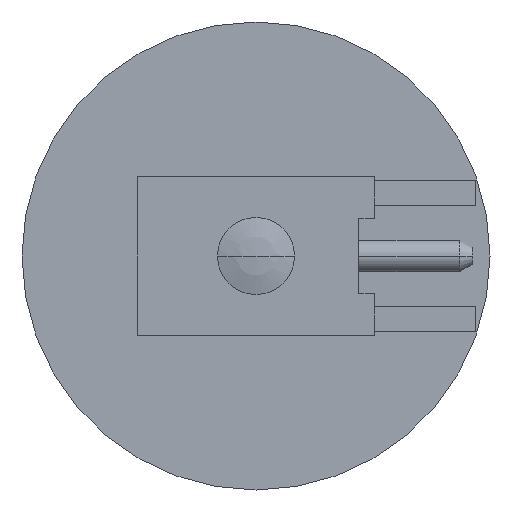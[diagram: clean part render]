
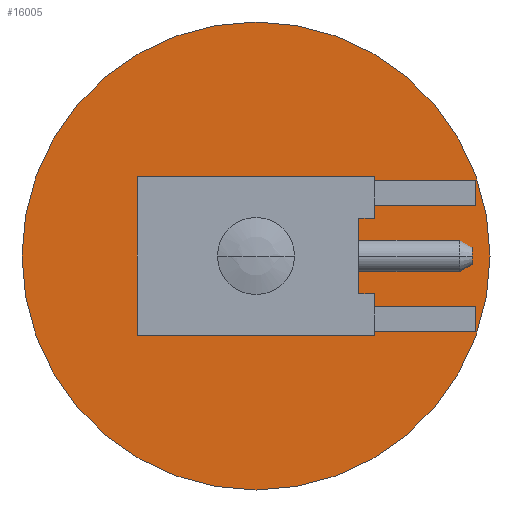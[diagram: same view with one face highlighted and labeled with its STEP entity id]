
A CAD part, left-side view. The second image highlights one B-rep face of the part: STEP entity #16005.
In plain terms, the highlighted planar face has unit normal (-1, 0, 0).
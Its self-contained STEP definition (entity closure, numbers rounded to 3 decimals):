
#1=DIRECTION('',(0.,-1.,0.));
#2=VECTOR('',#1,8.89);
#3=CARTESIAN_POINT('',(12.01,4.765,-3.175));
#4=LINE('',#3,#2);
#5=DIRECTION('',(0.,0.,1.));
#6=VECTOR('',#5,6.35);
#7=CARTESIAN_POINT('',(12.01,-4.125,-3.175));
#8=LINE('',#7,#6);
#9=DIRECTION('',(0.,1.,0.));
#10=VECTOR('',#9,8.89);
#11=CARTESIAN_POINT('',(12.01,-4.125,3.175));
#12=LINE('',#11,#10);
#13=DIRECTION('',(0.,0.,-1.));
#14=VECTOR('',#13,6.35);
#15=CARTESIAN_POINT('',(12.01,4.765,3.175));
#16=LINE('',#15,#14);
#17=CARTESIAN_POINT('',(12.01,0.,0.));
#18=DIRECTION('',(-1.,0.,0.));
#19=DIRECTION('',(0.,-1.,0.));
#20=AXIS2_PLACEMENT_3D('',#17,#18,#19);
#30=CARTESIAN_POINT('',(12.01,0.,0.));
#31=DIRECTION('',(1.,0.,0.));
#32=DIRECTION('',(0.,-1.,0.));
#33=AXIS2_PLACEMENT_3D('',#30,#31,#32);
#14119=CARTESIAN_POINT('',(12.01,-9.4,0.));
#14121=VERTEX_POINT('',#14119);
#14123=CARTESIAN_POINT('',(12.01,9.4,0.));
#14125=VERTEX_POINT('',#14123);
#14159=CARTESIAN_POINT('',(12.01,4.765,3.175));
#14160=CARTESIAN_POINT('',(12.01,4.765,-3.175));
#14161=VERTEX_POINT('',#14159);
#14162=VERTEX_POINT('',#14160);
#14395=CARTESIAN_POINT('',(12.01,-4.125,-3.175));
#14396=VERTEX_POINT('',#14395);
#14403=CARTESIAN_POINT('',(12.01,-4.125,3.175));
#14404=VERTEX_POINT('',#14403);
#15984=CARTESIAN_POINT('',(12.01,0.,0.));
#15985=DIRECTION('',(-1.,0.,0.));
#15986=DIRECTION('',(0.,1.,0.));
#15987=AXIS2_PLACEMENT_3D('',#15984,#15985,#15986);
#15988=PLANE('',#15987);
#15990=ORIENTED_EDGE('',*,*,#15989,.F.);
#15992=ORIENTED_EDGE('',*,*,#15991,.T.);
#15993=EDGE_LOOP('',(#15990,#15992));
#15994=FACE_OUTER_BOUND('',#15993,.F.);
#15996=ORIENTED_EDGE('',*,*,#15995,.T.);
#15998=ORIENTED_EDGE('',*,*,#15997,.T.);
#16000=ORIENTED_EDGE('',*,*,#15999,.T.);
#16002=ORIENTED_EDGE('',*,*,#16001,.T.);
#16003=EDGE_LOOP('',(#15996,#15998,#16000,#16002));
#16004=FACE_BOUND('',#16003,.F.);
#16005=ADVANCED_FACE('',(#15994,#16004),#15988,.T.);
#21=CIRCLE('',#20,9.4);
#34=CIRCLE('',#33,9.4);
#15989=EDGE_CURVE('',#14121,#14125,#21,.T.);
#15991=EDGE_CURVE('',#14121,#14125,#34,.T.);
#15995=EDGE_CURVE('',#14162,#14396,#4,.T.);
#15997=EDGE_CURVE('',#14396,#14404,#8,.T.);
#15999=EDGE_CURVE('',#14404,#14161,#12,.T.);
#16001=EDGE_CURVE('',#14161,#14162,#16,.T.);
